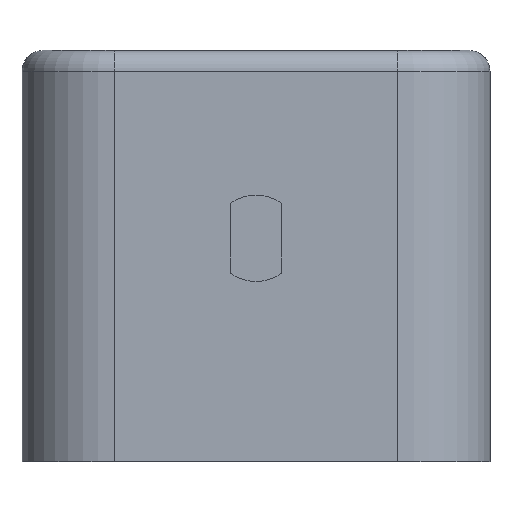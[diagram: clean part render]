
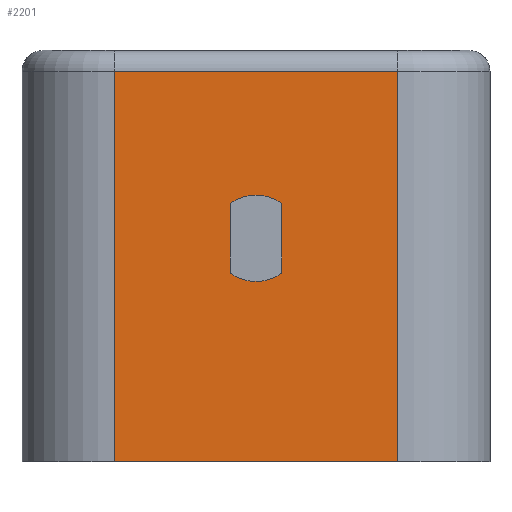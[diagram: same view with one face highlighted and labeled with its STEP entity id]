
A CAD part, front view. The second image highlights one B-rep face of the part: STEP entity #2201.
In plain terms, the highlighted planar face has unit normal (0, -1, 0).
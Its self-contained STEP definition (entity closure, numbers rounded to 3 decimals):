
#126 = PLANE('',#127);
#127 = AXIS2_PLACEMENT_3D('',#128,#129,#130);
#128 = CARTESIAN_POINT('',(-0.002,-4.998,0.));
#129 = DIRECTION('',(0.,0.,1.));
#130 = DIRECTION('',(1.,0.,0.));
#681 = VERTEX_POINT('',#682);
#682 = CARTESIAN_POINT('',(-19.992,-58.,0.));
#697 = CYLINDRICAL_SURFACE('',#698,13.008);
#698 = AXIS2_PLACEMENT_3D('',#699,#700,#701);
#699 = CARTESIAN_POINT('',(-19.992,-44.992,0.));
#700 = DIRECTION('',(-0.,-0.,-1.));
#701 = DIRECTION('',(1.,0.,0.));
#709 = EDGE_CURVE('',#710,#681,#712,.T.);
#710 = VERTEX_POINT('',#711);
#711 = CARTESIAN_POINT('',(19.992,-58.,0.));
#712 = SURFACE_CURVE('',#713,(#717,#724),.PCURVE_S1.);
#713 = LINE('',#714,#715);
#714 = CARTESIAN_POINT('',(19.992,-58.,0.));
#715 = VECTOR('',#716,1.);
#716 = DIRECTION('',(-1.,0.,0.));
#717 = PCURVE('',#126,#718);
#718 = DEFINITIONAL_REPRESENTATION('',(#719),#723);
#719 = LINE('',#720,#721);
#720 = CARTESIAN_POINT('',(19.994,-53.002));
#721 = VECTOR('',#722,1.);
#722 = DIRECTION('',(-1.,0.));
#723 = ( GEOMETRIC_REPRESENTATION_CONTEXT(2) 
PARAMETRIC_REPRESENTATION_CONTEXT() REPRESENTATION_CONTEXT('2D SPACE',''
  ) );
#724 = PCURVE('',#725,#730);
#725 = PLANE('',#726);
#726 = AXIS2_PLACEMENT_3D('',#727,#728,#729);
#727 = CARTESIAN_POINT('',(19.992,-58.,0.));
#728 = DIRECTION('',(0.,-1.,0.));
#729 = DIRECTION('',(-1.,0.,0.));
#730 = DEFINITIONAL_REPRESENTATION('',(#731),#735);
#731 = LINE('',#732,#733);
#732 = CARTESIAN_POINT('',(0.,-0.));
#733 = VECTOR('',#734,1.);
#734 = DIRECTION('',(1.,0.));
#735 = ( GEOMETRIC_REPRESENTATION_CONTEXT(2) 
PARAMETRIC_REPRESENTATION_CONTEXT() REPRESENTATION_CONTEXT('2D SPACE',''
  ) );
#754 = CYLINDRICAL_SURFACE('',#755,13.);
#755 = AXIS2_PLACEMENT_3D('',#756,#757,#758);
#756 = CARTESIAN_POINT('',(19.992,-45.,0.));
#757 = DIRECTION('',(-0.,-0.,-1.));
#758 = DIRECTION('',(1.,0.,0.));
#2153 = VERTEX_POINT('',#2154);
#2154 = CARTESIAN_POINT('',(-19.992,-58.,55.));
#2181 = EDGE_CURVE('',#681,#2153,#2182,.T.);
#2182 = SURFACE_CURVE('',#2183,(#2187,#2194),.PCURVE_S1.);
#2183 = LINE('',#2184,#2185);
#2184 = CARTESIAN_POINT('',(-19.992,-58.,0.));
#2185 = VECTOR('',#2186,1.);
#2186 = DIRECTION('',(0.,0.,1.));
#2187 = PCURVE('',#697,#2188);
#2188 = DEFINITIONAL_REPRESENTATION('',(#2189),#2193);
#2189 = LINE('',#2190,#2191);
#2190 = CARTESIAN_POINT('',(-4.712,0.));
#2191 = VECTOR('',#2192,1.);
#2192 = DIRECTION('',(-0.,-1.));
#2193 = ( GEOMETRIC_REPRESENTATION_CONTEXT(2) 
PARAMETRIC_REPRESENTATION_CONTEXT() REPRESENTATION_CONTEXT('2D SPACE',''
  ) );
#2194 = PCURVE('',#725,#2195);
#2195 = DEFINITIONAL_REPRESENTATION('',(#2196),#2200);
#2196 = LINE('',#2197,#2198);
#2197 = CARTESIAN_POINT('',(39.984,0.));
#2198 = VECTOR('',#2199,1.);
#2199 = DIRECTION('',(0.,-1.));
#2200 = ( GEOMETRIC_REPRESENTATION_CONTEXT(2) 
PARAMETRIC_REPRESENTATION_CONTEXT() REPRESENTATION_CONTEXT('2D SPACE',''
  ) );
#2201 = ADVANCED_FACE('',(#2202,#2255),#725,.T.);
#2202 = FACE_BOUND('',#2203,.T.);
#2203 = EDGE_LOOP('',(#2204,#2205,#2206,#2229));
#2204 = ORIENTED_EDGE('',*,*,#2181,.F.);
#2205 = ORIENTED_EDGE('',*,*,#709,.F.);
#2206 = ORIENTED_EDGE('',*,*,#2207,.T.);
#2207 = EDGE_CURVE('',#710,#2208,#2210,.T.);
#2208 = VERTEX_POINT('',#2209);
#2209 = CARTESIAN_POINT('',(19.992,-58.,55.));
#2210 = SURFACE_CURVE('',#2211,(#2215,#2222),.PCURVE_S1.);
#2211 = LINE('',#2212,#2213);
#2212 = CARTESIAN_POINT('',(19.992,-58.,0.));
#2213 = VECTOR('',#2214,1.);
#2214 = DIRECTION('',(0.,0.,1.));
#2215 = PCURVE('',#725,#2216);
#2216 = DEFINITIONAL_REPRESENTATION('',(#2217),#2221);
#2217 = LINE('',#2218,#2219);
#2218 = CARTESIAN_POINT('',(0.,-0.));
#2219 = VECTOR('',#2220,1.);
#2220 = DIRECTION('',(0.,-1.));
#2221 = ( GEOMETRIC_REPRESENTATION_CONTEXT(2) 
PARAMETRIC_REPRESENTATION_CONTEXT() REPRESENTATION_CONTEXT('2D SPACE',''
  ) );
#2222 = PCURVE('',#754,#2223);
#2223 = DEFINITIONAL_REPRESENTATION('',(#2224),#2228);
#2224 = LINE('',#2225,#2226);
#2225 = CARTESIAN_POINT('',(-4.712,0.));
#2226 = VECTOR('',#2227,1.);
#2227 = DIRECTION('',(-0.,-1.));
#2228 = ( GEOMETRIC_REPRESENTATION_CONTEXT(2) 
PARAMETRIC_REPRESENTATION_CONTEXT() REPRESENTATION_CONTEXT('2D SPACE',''
  ) );
#2229 = ORIENTED_EDGE('',*,*,#2230,.T.);
#2230 = EDGE_CURVE('',#2208,#2153,#2231,.T.);
#2231 = SURFACE_CURVE('',#2232,(#2236,#2243),.PCURVE_S1.);
#2232 = LINE('',#2233,#2234);
#2233 = CARTESIAN_POINT('',(19.992,-58.,55.));
#2234 = VECTOR('',#2235,1.);
#2235 = DIRECTION('',(-1.,0.,0.));
#2236 = PCURVE('',#725,#2237);
#2237 = DEFINITIONAL_REPRESENTATION('',(#2238),#2242);
#2238 = LINE('',#2239,#2240);
#2239 = CARTESIAN_POINT('',(0.,-55.));
#2240 = VECTOR('',#2241,1.);
#2241 = DIRECTION('',(1.,0.));
#2242 = ( GEOMETRIC_REPRESENTATION_CONTEXT(2) 
PARAMETRIC_REPRESENTATION_CONTEXT() REPRESENTATION_CONTEXT('2D SPACE',''
  ) );
#2243 = PCURVE('',#2244,#2249);
#2244 = CYLINDRICAL_SURFACE('',#2245,3.);
#2245 = AXIS2_PLACEMENT_3D('',#2246,#2247,#2248);
#2246 = CARTESIAN_POINT('',(19.992,-55.,55.));
#2247 = DIRECTION('',(-1.,0.,0.));
#2248 = DIRECTION('',(-0.,0.,-1.));
#2249 = DEFINITIONAL_REPRESENTATION('',(#2250),#2254);
#2250 = LINE('',#2251,#2252);
#2251 = CARTESIAN_POINT('',(1.571,0.));
#2252 = VECTOR('',#2253,1.);
#2253 = DIRECTION('',(0.,1.));
#2254 = ( GEOMETRIC_REPRESENTATION_CONTEXT(2) 
PARAMETRIC_REPRESENTATION_CONTEXT() REPRESENTATION_CONTEXT('2D SPACE',''
  ) );
#2255 = FACE_BOUND('',#2256,.T.);
#2256 = EDGE_LOOP('',(#2257,#2288,#2316,#2345));
#2257 = ORIENTED_EDGE('',*,*,#2258,.F.);
#2258 = EDGE_CURVE('',#2259,#2261,#2263,.T.);
#2259 = VERTEX_POINT('',#2260);
#2260 = CARTESIAN_POINT('',(3.6,-58.,36.424));
#2261 = VERTEX_POINT('',#2262);
#2262 = CARTESIAN_POINT('',(-3.6,-58.,36.424));
#2263 = SURFACE_CURVE('',#2264,(#2269,#2276),.PCURVE_S1.);
#2264 = CIRCLE('',#2265,6.1);
#2265 = AXIS2_PLACEMENT_3D('',#2266,#2267,#2268);
#2266 = CARTESIAN_POINT('',(0.,-58.,31.5));
#2267 = DIRECTION('',(0.,-1.,0.));
#2268 = DIRECTION('',(1.,0.,0.));
#2269 = PCURVE('',#725,#2270);
#2270 = DEFINITIONAL_REPRESENTATION('',(#2271),#2275);
#2271 = CIRCLE('',#2272,6.1);
#2272 = AXIS2_PLACEMENT_2D('',#2273,#2274);
#2273 = CARTESIAN_POINT('',(19.992,-31.5));
#2274 = DIRECTION('',(-1.,-0.));
#2275 = ( GEOMETRIC_REPRESENTATION_CONTEXT(2) 
PARAMETRIC_REPRESENTATION_CONTEXT() REPRESENTATION_CONTEXT('2D SPACE',''
  ) );
#2276 = PCURVE('',#2277,#2282);
#2277 = CYLINDRICAL_SURFACE('',#2278,6.1);
#2278 = AXIS2_PLACEMENT_3D('',#2279,#2280,#2281);
#2279 = CARTESIAN_POINT('',(0.,-58.,31.5));
#2280 = DIRECTION('',(0.,-1.,0.));
#2281 = DIRECTION('',(1.,0.,0.));
#2282 = DEFINITIONAL_REPRESENTATION('',(#2283),#2287);
#2283 = LINE('',#2284,#2285);
#2284 = CARTESIAN_POINT('',(0.,0.));
#2285 = VECTOR('',#2286,1.);
#2286 = DIRECTION('',(1.,0.));
#2287 = ( GEOMETRIC_REPRESENTATION_CONTEXT(2) 
PARAMETRIC_REPRESENTATION_CONTEXT() REPRESENTATION_CONTEXT('2D SPACE',''
  ) );
#2288 = ORIENTED_EDGE('',*,*,#2289,.T.);
#2289 = EDGE_CURVE('',#2259,#2290,#2292,.T.);
#2290 = VERTEX_POINT('',#2291);
#2291 = CARTESIAN_POINT('',(3.6,-58.,26.576));
#2292 = SURFACE_CURVE('',#2293,(#2297,#2304),.PCURVE_S1.);
#2293 = LINE('',#2294,#2295);
#2294 = CARTESIAN_POINT('',(3.6,-58.,36.424));
#2295 = VECTOR('',#2296,1.);
#2296 = DIRECTION('',(0.,0.,-1.));
#2297 = PCURVE('',#725,#2298);
#2298 = DEFINITIONAL_REPRESENTATION('',(#2299),#2303);
#2299 = LINE('',#2300,#2301);
#2300 = CARTESIAN_POINT('',(16.392,-36.424));
#2301 = VECTOR('',#2302,1.);
#2302 = DIRECTION('',(0.,1.));
#2303 = ( GEOMETRIC_REPRESENTATION_CONTEXT(2) 
PARAMETRIC_REPRESENTATION_CONTEXT() REPRESENTATION_CONTEXT('2D SPACE',''
  ) );
#2304 = PCURVE('',#2305,#2310);
#2305 = PLANE('',#2306);
#2306 = AXIS2_PLACEMENT_3D('',#2307,#2308,#2309);
#2307 = CARTESIAN_POINT('',(3.6,-58.,36.424));
#2308 = DIRECTION('',(-1.,0.,-0.));
#2309 = DIRECTION('',(0.,0.,-1.));
#2310 = DEFINITIONAL_REPRESENTATION('',(#2311),#2315);
#2311 = LINE('',#2312,#2313);
#2312 = CARTESIAN_POINT('',(0.,0.));
#2313 = VECTOR('',#2314,1.);
#2314 = DIRECTION('',(1.,0.));
#2315 = ( GEOMETRIC_REPRESENTATION_CONTEXT(2) 
PARAMETRIC_REPRESENTATION_CONTEXT() REPRESENTATION_CONTEXT('2D SPACE',''
  ) );
#2316 = ORIENTED_EDGE('',*,*,#2317,.F.);
#2317 = EDGE_CURVE('',#2318,#2290,#2320,.T.);
#2318 = VERTEX_POINT('',#2319);
#2319 = CARTESIAN_POINT('',(-3.6,-58.,26.576));
#2320 = SURFACE_CURVE('',#2321,(#2326,#2333),.PCURVE_S1.);
#2321 = CIRCLE('',#2322,6.1);
#2322 = AXIS2_PLACEMENT_3D('',#2323,#2324,#2325);
#2323 = CARTESIAN_POINT('',(0.,-58.,31.5));
#2324 = DIRECTION('',(0.,-1.,0.));
#2325 = DIRECTION('',(1.,0.,0.));
#2326 = PCURVE('',#725,#2327);
#2327 = DEFINITIONAL_REPRESENTATION('',(#2328),#2332);
#2328 = CIRCLE('',#2329,6.1);
#2329 = AXIS2_PLACEMENT_2D('',#2330,#2331);
#2330 = CARTESIAN_POINT('',(19.992,-31.5));
#2331 = DIRECTION('',(-1.,-0.));
#2332 = ( GEOMETRIC_REPRESENTATION_CONTEXT(2) 
PARAMETRIC_REPRESENTATION_CONTEXT() REPRESENTATION_CONTEXT('2D SPACE',''
  ) );
#2333 = PCURVE('',#2334,#2339);
#2334 = CYLINDRICAL_SURFACE('',#2335,6.1);
#2335 = AXIS2_PLACEMENT_3D('',#2336,#2337,#2338);
#2336 = CARTESIAN_POINT('',(0.,-58.,31.5));
#2337 = DIRECTION('',(0.,-1.,0.));
#2338 = DIRECTION('',(1.,0.,0.));
#2339 = DEFINITIONAL_REPRESENTATION('',(#2340),#2344);
#2340 = LINE('',#2341,#2342);
#2341 = CARTESIAN_POINT('',(0.,0.));
#2342 = VECTOR('',#2343,1.);
#2343 = DIRECTION('',(1.,0.));
#2344 = ( GEOMETRIC_REPRESENTATION_CONTEXT(2) 
PARAMETRIC_REPRESENTATION_CONTEXT() REPRESENTATION_CONTEXT('2D SPACE',''
  ) );
#2345 = ORIENTED_EDGE('',*,*,#2346,.F.);
#2346 = EDGE_CURVE('',#2261,#2318,#2347,.T.);
#2347 = SURFACE_CURVE('',#2348,(#2352,#2359),.PCURVE_S1.);
#2348 = LINE('',#2349,#2350);
#2349 = CARTESIAN_POINT('',(-3.6,-58.,36.424));
#2350 = VECTOR('',#2351,1.);
#2351 = DIRECTION('',(0.,0.,-1.));
#2352 = PCURVE('',#725,#2353);
#2353 = DEFINITIONAL_REPRESENTATION('',(#2354),#2358);
#2354 = LINE('',#2355,#2356);
#2355 = CARTESIAN_POINT('',(23.592,-36.424));
#2356 = VECTOR('',#2357,1.);
#2357 = DIRECTION('',(0.,1.));
#2358 = ( GEOMETRIC_REPRESENTATION_CONTEXT(2) 
PARAMETRIC_REPRESENTATION_CONTEXT() REPRESENTATION_CONTEXT('2D SPACE',''
  ) );
#2359 = PCURVE('',#2360,#2365);
#2360 = PLANE('',#2361);
#2361 = AXIS2_PLACEMENT_3D('',#2362,#2363,#2364);
#2362 = CARTESIAN_POINT('',(-3.6,-58.,36.424));
#2363 = DIRECTION('',(-1.,0.,-0.));
#2364 = DIRECTION('',(0.,0.,-1.));
#2365 = DEFINITIONAL_REPRESENTATION('',(#2366),#2370);
#2366 = LINE('',#2367,#2368);
#2367 = CARTESIAN_POINT('',(0.,0.));
#2368 = VECTOR('',#2369,1.);
#2369 = DIRECTION('',(1.,0.));
#2370 = ( GEOMETRIC_REPRESENTATION_CONTEXT(2) 
PARAMETRIC_REPRESENTATION_CONTEXT() REPRESENTATION_CONTEXT('2D SPACE',''
  ) );
